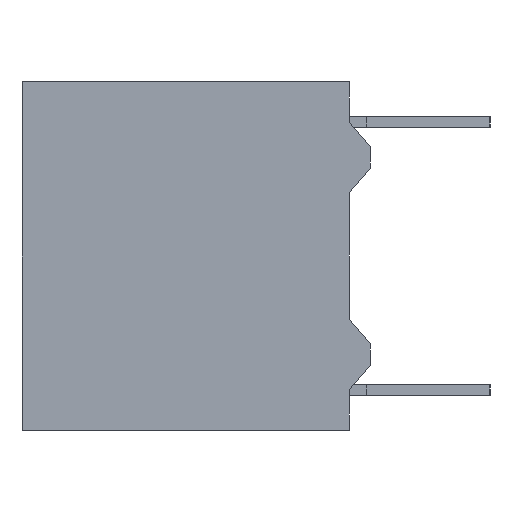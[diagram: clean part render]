
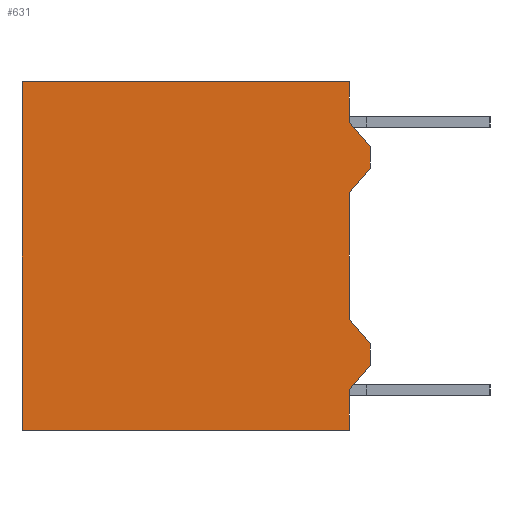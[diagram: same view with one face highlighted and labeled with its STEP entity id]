
A CAD part, left-side view. The second image highlights one B-rep face of the part: STEP entity #631.
In plain terms, the highlighted planar face has unit normal (-1, 0, 0).
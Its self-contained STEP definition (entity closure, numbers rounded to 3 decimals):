
#24 = EDGE_CURVE ( 'NONE', #1865, #342, #1743, .T. ) ;
#63 = DIRECTION ( 'NONE',  ( 0., 0., 1. ) ) ;
#154 = CARTESIAN_POINT ( 'NONE',  ( -10., 0., 3.8 ) ) ;
#174 = DIRECTION ( 'NONE',  ( 0., 0.651, -0.759 ) ) ;
#219 = VECTOR ( 'NONE', #2888, 1000. ) ;
#232 = CARTESIAN_POINT ( 'NONE',  ( -10., -0.6, 3.1 ) ) ;
#237 = VERTEX_POINT ( 'NONE', #487 ) ;
#245 = VECTOR ( 'NONE', #174, 1000. ) ;
#259 = ORIENTED_EDGE ( 'NONE', *, *, #1298, .T. ) ;
#264 = DIRECTION ( 'NONE',  ( 0., 0., -1. ) ) ;
#292 = CARTESIAN_POINT ( 'NONE',  ( -10., 0., 4.95 ) ) ;
#342 = VERTEX_POINT ( 'NONE', #2740 ) ;
#345 = EDGE_LOOP ( 'NONE', ( #2603, #1254, #2363, #1469, #682, #1687, #842, #612, #259, #2188, #414, #724 ) ) ;
#414 = ORIENTED_EDGE ( 'NONE', *, *, #2313, .F. ) ;
#432 = VERTEX_POINT ( 'NONE', #605 ) ;
#449 = EDGE_CURVE ( 'NONE', #432, #2178, #1368, .T. ) ;
#487 = CARTESIAN_POINT ( 'NONE',  ( -10., 0., 3.8 ) ) ;
#552 = LINE ( 'NONE', #947, #2279 ) ;
#605 = CARTESIAN_POINT ( 'NONE',  ( -10., 9.3, -4.95 ) ) ;
#608 = VERTEX_POINT ( 'NONE', #1375 ) ;
#612 = ORIENTED_EDGE ( 'NONE', *, *, #1944, .F. ) ;
#616 = CARTESIAN_POINT ( 'NONE',  ( -10., -0.6, -3.1 ) ) ;
#631 = ADVANCED_FACE ( 'NONE', ( #781 ), #2129, .F. ) ;
#682 = ORIENTED_EDGE ( 'NONE', *, *, #1398, .T. ) ;
#697 = CARTESIAN_POINT ( 'NONE',  ( -10., 9.3, 4.95 ) ) ;
#724 = ORIENTED_EDGE ( 'NONE', *, *, #449, .T. ) ;
#727 = VERTEX_POINT ( 'NONE', #3101 ) ;
#752 = LINE ( 'NONE', #1453, #219 ) ;
#781 = FACE_OUTER_BOUND ( 'NONE', #345, .T. ) ;
#842 = ORIENTED_EDGE ( 'NONE', *, *, #2340, .F. ) ;
#854 = VECTOR ( 'NONE', #1017, 1000. ) ;
#891 = LINE ( 'NONE', #2174, #1376 ) ;
#947 = CARTESIAN_POINT ( 'NONE',  ( -10., 9.3, 4.95 ) ) ;
#991 = DIRECTION ( 'NONE',  ( 0., 0., 1. ) ) ;
#1017 = DIRECTION ( 'NONE',  ( 0., 0., -1. ) ) ;
#1080 = DIRECTION ( 'NONE',  ( 0., 0.651, -0.759 ) ) ;
#1109 = CARTESIAN_POINT ( 'NONE',  ( -10., 0., 4.95 ) ) ;
#1117 = LINE ( 'NONE', #1109, #1881 ) ;
#1221 = EDGE_CURVE ( 'NONE', #2702, #3060, #752, .T. ) ;
#1233 = EDGE_CURVE ( 'NONE', #727, #608, #891, .T. ) ;
#1254 = ORIENTED_EDGE ( 'NONE', *, *, #24, .F. ) ;
#1268 = VERTEX_POINT ( 'NONE', #232 ) ;
#1293 = LINE ( 'NONE', #292, #2505 ) ;
#1298 = EDGE_CURVE ( 'NONE', #237, #608, #1293, .T. ) ;
#1331 = VECTOR ( 'NONE', #1470, 1000. ) ;
#1368 = LINE ( 'NONE', #1529, #1600 ) ;
#1375 = CARTESIAN_POINT ( 'NONE',  ( -10., 0., 4.95 ) ) ;
#1376 = VECTOR ( 'NONE', #2149, 1000. ) ;
#1398 = EDGE_CURVE ( 'NONE', #2702, #2591, #1917, .T. ) ;
#1408 = CARTESIAN_POINT ( 'NONE',  ( -10., -0.6, -2.5 ) ) ;
#1453 = CARTESIAN_POINT ( 'NONE',  ( -10., 0., -1.8 ) ) ;
#1469 = ORIENTED_EDGE ( 'NONE', *, *, #1221, .F. ) ;
#1470 = DIRECTION ( 'NONE',  ( 0., 0., 1. ) ) ;
#1485 = LINE ( 'NONE', #2968, #854 ) ;
#1529 = CARTESIAN_POINT ( 'NONE',  ( -10., 9.3, -4.95 ) ) ;
#1570 = EDGE_CURVE ( 'NONE', #3060, #1865, #1485, .T. ) ;
#1572 = CARTESIAN_POINT ( 'NONE',  ( -10., 0., 1.8 ) ) ;
#1582 = AXIS2_PLACEMENT_3D ( 'NONE', #697, #3089, #1657 ) ;
#1598 = DIRECTION ( 'NONE',  ( 0., 0., 1. ) ) ;
#1600 = VECTOR ( 'NONE', #2988, 1000. ) ;
#1657 = DIRECTION ( 'NONE',  ( 0., 0., -1. ) ) ;
#1687 = ORIENTED_EDGE ( 'NONE', *, *, #1858, .F. ) ;
#1706 = EDGE_CURVE ( 'NONE', #2178, #342, #1117, .T. ) ;
#1708 = LINE ( 'NONE', #1572, #1817 ) ;
#1743 = LINE ( 'NONE', #2782, #245 ) ;
#1817 = VECTOR ( 'NONE', #1080, 1000. ) ;
#1858 = EDGE_CURVE ( 'NONE', #2473, #2591, #1708, .T. ) ;
#1865 = VERTEX_POINT ( 'NONE', #616 ) ;
#1881 = VECTOR ( 'NONE', #1598, 1000. ) ;
#1917 = LINE ( 'NONE', #2671, #1331 ) ;
#1944 = EDGE_CURVE ( 'NONE', #237, #1268, #3015, .T. ) ;
#2129 = PLANE ( 'NONE',  #1582 ) ;
#2149 = DIRECTION ( 'NONE',  ( 0., -1., 0. ) ) ;
#2174 = CARTESIAN_POINT ( 'NONE',  ( -10., 9.3, 4.95 ) ) ;
#2178 = VERTEX_POINT ( 'NONE', #2403 ) ;
#2188 = ORIENTED_EDGE ( 'NONE', *, *, #1233, .F. ) ;
#2279 = VECTOR ( 'NONE', #991, 1000. ) ;
#2313 = EDGE_CURVE ( 'NONE', #432, #727, #552, .T. ) ;
#2340 = EDGE_CURVE ( 'NONE', #1268, #2473, #2651, .T. ) ;
#2363 = ORIENTED_EDGE ( 'NONE', *, *, #1570, .F. ) ;
#2403 = CARTESIAN_POINT ( 'NONE',  ( -10., 0., -4.95 ) ) ;
#2473 = VERTEX_POINT ( 'NONE', #2502 ) ;
#2502 = CARTESIAN_POINT ( 'NONE',  ( -10., -0.6, 2.5 ) ) ;
#2505 = VECTOR ( 'NONE', #63, 1000. ) ;
#2565 = VECTOR ( 'NONE', #2762, 1000. ) ;
#2591 = VERTEX_POINT ( 'NONE', #2750 ) ;
#2603 = ORIENTED_EDGE ( 'NONE', *, *, #1706, .T. ) ;
#2651 = LINE ( 'NONE', #2895, #2955 ) ;
#2671 = CARTESIAN_POINT ( 'NONE',  ( -10., 0., 4.95 ) ) ;
#2702 = VERTEX_POINT ( 'NONE', #2934 ) ;
#2740 = CARTESIAN_POINT ( 'NONE',  ( -10., 0., -3.8 ) ) ;
#2750 = CARTESIAN_POINT ( 'NONE',  ( -10., 0., 1.8 ) ) ;
#2762 = DIRECTION ( 'NONE',  ( 0., -0.651, -0.759 ) ) ;
#2782 = CARTESIAN_POINT ( 'NONE',  ( -10., 0., -3.8 ) ) ;
#2888 = DIRECTION ( 'NONE',  ( 0., -0.651, -0.759 ) ) ;
#2895 = CARTESIAN_POINT ( 'NONE',  ( -10., -0.6, 2.5 ) ) ;
#2934 = CARTESIAN_POINT ( 'NONE',  ( -10., 0., -1.8 ) ) ;
#2955 = VECTOR ( 'NONE', #264, 1000. ) ;
#2968 = CARTESIAN_POINT ( 'NONE',  ( -10., -0.6, -2.5 ) ) ;
#2988 = DIRECTION ( 'NONE',  ( 0., -1., 0. ) ) ;
#3015 = LINE ( 'NONE', #154, #2565 ) ;
#3060 = VERTEX_POINT ( 'NONE', #1408 ) ;
#3089 = DIRECTION ( 'NONE',  ( 1., 0., 0. ) ) ;
#3101 = CARTESIAN_POINT ( 'NONE',  ( -10., 9.3, 4.95 ) ) ;
